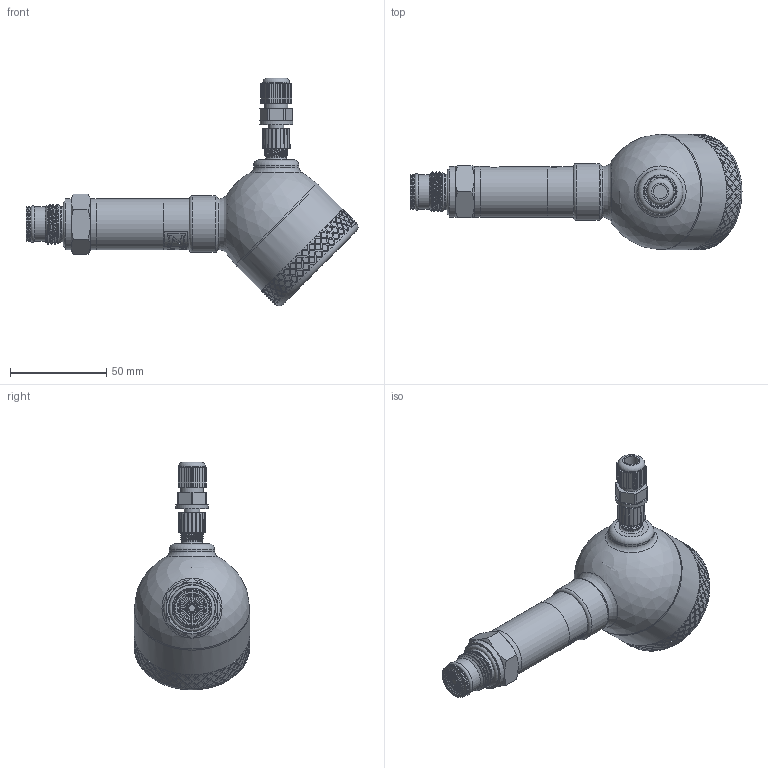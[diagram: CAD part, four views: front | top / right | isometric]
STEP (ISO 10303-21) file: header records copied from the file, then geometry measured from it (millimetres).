
FILE_DESCRIPTION(/* description */ (''),/* implementation_level */ '2;1');
FILE_NAME(/* name */ 'APZ3420mFH_G1''2DIN-solidflush_3_display.step',/* time_stamp */ '2021-07-07T16:26:34+03:00',/* author */ (''),/* organization */ (''),/* preprocessor_version */ 'ST-DEVELOPER v18.1',/* originating_system */ 'Autodesk Translation Framework v10.9.0.1377',/* authorisation */ '');
FILE_SCHEMA (('AUTOMOTIVE_DESIGN { 1 0 10303 214 3 1 1 }'));
Length unit declared in the file: millimetre
Products named in the file (9): АПЗ420М-полевойкорпус-
заполненный; Заполненный полевой 
корпус v13; Cover for display; Display; Main body; M12x1 adapter; M12x1 female straight v9; shell; G1\2 flush diaphragm (1)
Assembly tree (8 placements, depth 3):
  АПЗ420М-полевойкорпус-
заполненный
    Заполненный полевой 
корпус v13
      Cover for display
      Display
      Main body
      M12x1 adapter
      M12x1 female straight v9
    shell
    G1\2 flush diaphragm (1)
Bounding box: 172.88 x 60.1 x 118.64 mm (x, y, z)
Volume: 240418.4 mm3; surface area: 53566.5 mm2
Topology: 18 solids, 18 shells, 1793 faces, 4480 edges, 2940 vertices
Faces by surface type: bspline 988, plane 392, cylinder 331, cone 45, torus 36, sphere 1
Full cylindrical faces by diameter (mm): 1 x4, 2 x2, 4 x1, 5 x4, 7.3 x1, 8 x3, 9.3 x1, 10.293 x1, 10.5 x2, 10.741 x7, 11.884 x6, 12 x1, 14 x1, 15 x1, 17 x1, 17.4 x1, 18 x3, 18.4 x1, 18.631 x2, 19.7 x1, 21.6 x1, 21.767 x1, 22.4 x1, 23.6 x1, 24 x1, 24.5 x4, 26.5 x4, 29.5 x1, 41 x3, 46 x2
Entity records: 72496 total; most frequent: CARTESIAN_POINT 37124, ORIENTED_EDGE 8958, EDGE_CURVE 4479, DIRECTION 4013, VERTEX_POINT 2940, B_SPLINE_CURVE_WITH_KNOTS 2700, EDGE_LOOP 2049, FACE_OUTER_BOUND 1793
